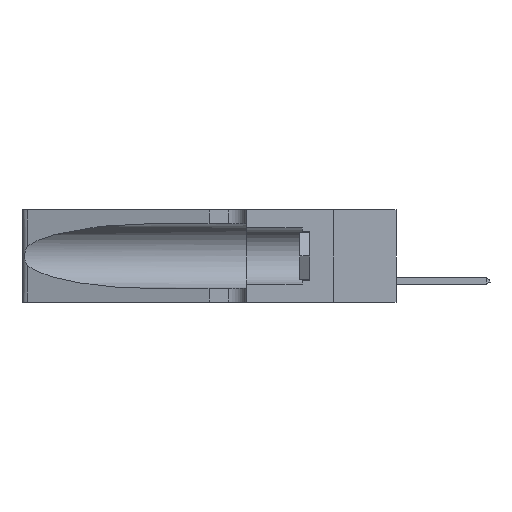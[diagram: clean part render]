
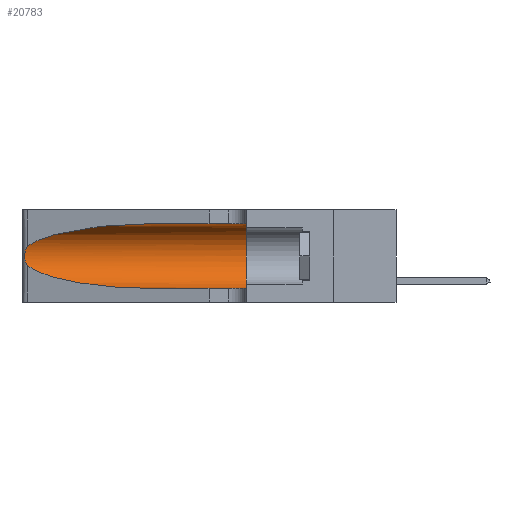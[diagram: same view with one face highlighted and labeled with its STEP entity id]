
A CAD part, left-side view. The second image highlights one B-rep face of the part: STEP entity #20783.
In plain terms, the highlighted cylindrical face has radius 3.308 mm (diameter 6.617 mm), a partial arc.
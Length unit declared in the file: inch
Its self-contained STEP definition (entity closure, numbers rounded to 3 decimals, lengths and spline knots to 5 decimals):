
#973 = EDGE_CURVE ( 'NONE', #35530, #33493, #16681, .T. ) ;
#990 = CARTESIAN_POINT ( 'NONE',  ( 0.25789, 1.23486, 0.15765 ) ) ;
#1116 = CARTESIAN_POINT ( 'NONE',  ( 0.25487, 1.22718, 0.22369 ) ) ;
#2747 = B_SPLINE_CURVE_WITH_KNOTS ( 'NONE', 3,
 ( #1116, #33162, #30068, #6692, #3971, #12502, #3561, #12629, #24149, #27128, #990, #33028, #27504, #9925 ),
 .UNSPECIFIED., .F., .F.,
 ( 4, 2, 2, 2, 2, 2, 4 ),
 ( 0., 0.00027, 0.00053, 0.00107, 0.0016, 0.00187, 0.00214 ),
 .UNSPECIFIED. ) ;
#3561 = CARTESIAN_POINT ( 'NONE',  ( 0.26075, 1.23896, 0.19203 ) ) ;
#3707 = DIRECTION ( 'NONE',  ( 0., 1., 0. ) ) ;
#3721 = AXIS2_PLACEMENT_3D ( 'NONE', #6251, #15164, #21292 ) ;
#3836 = EDGE_CURVE ( 'NONE', #14320, #27805, #29593, .T. ) ;
#3971 = CARTESIAN_POINT ( 'NONE',  ( 0.25854, 1.2359, 0.20912 ) ) ;
#4236 = CARTESIAN_POINT ( 'NONE',  ( 0.1305, 0.72297, 0.31525 ) ) ;
#5169 = CARTESIAN_POINT ( 'NONE',  ( 0.25487, 1.22718, 0.14631 ) ) ;
#5331 = DIRECTION ( 'NONE',  ( 0., -1., 0. ) ) ;
#6251 = CARTESIAN_POINT ( 'NONE',  ( 0.1305, 1.61858, 0.185 ) ) ;
#6692 = CARTESIAN_POINT ( 'NONE',  ( 0.25787, 1.23484, 0.2124 ) ) ;
#7524 = ORIENTED_EDGE ( 'NONE', *, *, #7788, .F. ) ;
#7772 = FACE_OUTER_BOUND ( 'NONE', #17345, .T. ) ;
#7788 = EDGE_CURVE ( 'NONE', #14320, #24245, #36278, .T. ) ;
#8427 = ORIENTED_EDGE ( 'NONE', *, *, #3836, .T. ) ;
#9016 = CARTESIAN_POINT ( 'NONE',  ( 0.1305, 0.72297, 0.31525 ) ) ;
#9651 = VECTOR ( 'NONE', #5331, 39.37008 ) ;
#9925 = CARTESIAN_POINT ( 'NONE',  ( 0.25487, 1.22718, 0.14631 ) ) ;
#10833 = CARTESIAN_POINT ( 'NONE',  ( 0.1305, 0.72297, 0.05475 ) ) ;
#12502 = CARTESIAN_POINT ( 'NONE',  ( 0.26018, 1.23835, 0.19895 ) ) ;
#12629 = CARTESIAN_POINT ( 'NONE',  ( 0.26075, 1.23896, 0.178 ) ) ;
#14273 = CARTESIAN_POINT ( 'NONE',  ( 0.1305, 1.61858, 0.31525 ) ) ;
#14320 = VERTEX_POINT ( 'NONE', #4236 ) ;
#15164 = DIRECTION ( 'NONE',  ( 0., -1., 0. ) ) ;
#15362 = DIRECTION ( 'NONE',  ( 0., -1., 0. ) ) ;
#16681 = LINE ( 'NONE', #21123, #25370 ) ;
#16911 = CARTESIAN_POINT ( 'NONE',  ( 0.18966, 0.96281, 0.05475 ) ) ;
#17345 = EDGE_LOOP ( 'NONE', ( #8427, #19102, #36298, #28772, #20548, #7524 ) ) ;
#17673 = CARTESIAN_POINT ( 'NONE',  ( 0.18966, 0.96281, 0.31525 ) ) ;
#18733 = CARTESIAN_POINT ( 'NONE',  ( 0.1305, 0.35, 0.05475 ) ) ;
#18963 = EDGE_CURVE ( 'NONE', #30292, #35530, #26770, .T. ) ;
#19102 = ORIENTED_EDGE ( 'NONE', *, *, #19418, .T. ) ;
#19273 = CARTESIAN_POINT ( 'NONE',  ( 0.25487, 1.22718, 0.14631 ) ) ;
#19418 = EDGE_CURVE ( 'NONE', #27805, #30292, #2747, .T. ) ;
#20548 = ORIENTED_EDGE ( 'NONE', *, *, #34023, .F. ) ;
#20783 = ADVANCED_FACE ( 'NONE', ( #7772 ), #30240, .F. ) ;
#20810 = CARTESIAN_POINT ( 'NONE',  ( 0.2373, 1.15595, 0.28018 ) ) ;
#21123 = CARTESIAN_POINT ( 'NONE',  ( 0.1305, 1.61858, 0.05475 ) ) ;
#21292 = DIRECTION ( 'NONE',  ( 0., 0., -1. ) ) ;
#21630 = DIRECTION ( 'NONE',  ( 0., 0., 1. ) ) ;
#24149 = CARTESIAN_POINT ( 'NONE',  ( 0.26017, 1.23833, 0.17102 ) ) ;
#24245 = VERTEX_POINT ( 'NONE', #28948 ) ;
#25370 = VECTOR ( 'NONE', #15362, 39.37008 ) ;
#26770 =( BOUNDED_CURVE ( )  B_SPLINE_CURVE ( 3, ( #5169, #28941, #16911, #10833 ),
 .UNSPECIFIED., .F., .T. ) 
 B_SPLINE_CURVE_WITH_KNOTS ( ( 4, 4 ),
 ( 3.44316, 4.71239 ),
 .UNSPECIFIED. ) 
 CURVE ( )  GEOMETRIC_REPRESENTATION_ITEM ( )  RATIONAL_B_SPLINE_CURVE ( ( 1., 0.87, 0.87, 1. ) ) 
 REPRESENTATION_ITEM ( '' )  );
#27128 = CARTESIAN_POINT ( 'NONE',  ( 0.25856, 1.23593, 0.16098 ) ) ;
#27141 = CARTESIAN_POINT ( 'NONE',  ( 0.1305, 0.35, 0.185 ) ) ;
#27504 = CARTESIAN_POINT ( 'NONE',  ( 0.25555, 1.22993, 0.14849 ) ) ;
#27805 = VERTEX_POINT ( 'NONE', #34592 ) ;
#28350 = CIRCLE ( 'NONE', #34876, 0.13025 ) ;
#28622 = CARTESIAN_POINT ( 'NONE',  ( 0.1305, 0.72297, 0.05475 ) ) ;
#28772 = ORIENTED_EDGE ( 'NONE', *, *, #973, .T. ) ;
#28941 = CARTESIAN_POINT ( 'NONE',  ( 0.2373, 1.15595, 0.08982 ) ) ;
#28948 = CARTESIAN_POINT ( 'NONE',  ( 0.1305, 0.35, 0.31525 ) ) ;
#29593 =( BOUNDED_CURVE ( )  B_SPLINE_CURVE ( 3, ( #9016, #17673, #20810, #35001 ),
 .UNSPECIFIED., .F., .T. ) 
 B_SPLINE_CURVE_WITH_KNOTS ( ( 4, 4 ),
 ( 1.5708, 2.84003 ),
 .UNSPECIFIED. ) 
 CURVE ( )  GEOMETRIC_REPRESENTATION_ITEM ( )  RATIONAL_B_SPLINE_CURVE ( ( 1., 0.87, 0.87, 1. ) ) 
 REPRESENTATION_ITEM ( '' )  );
#30068 = CARTESIAN_POINT ( 'NONE',  ( 0.25639, 1.23184, 0.21858 ) ) ;
#30240 = CYLINDRICAL_SURFACE ( 'NONE', #3721, 0.13025 ) ;
#30292 = VERTEX_POINT ( 'NONE', #19273 ) ;
#33028 = CARTESIAN_POINT ( 'NONE',  ( 0.25639, 1.23186, 0.15144 ) ) ;
#33162 = CARTESIAN_POINT ( 'NONE',  ( 0.25555, 1.22994, 0.2215 ) ) ;
#33493 = VERTEX_POINT ( 'NONE', #18733 ) ;
#34023 = EDGE_CURVE ( 'NONE', #24245, #33493, #28350, .T. ) ;
#34592 = CARTESIAN_POINT ( 'NONE',  ( 0.25487, 1.22718, 0.22369 ) ) ;
#34876 = AXIS2_PLACEMENT_3D ( 'NONE', #27141, #3707, #21630 ) ;
#35001 = CARTESIAN_POINT ( 'NONE',  ( 0.25487, 1.22718, 0.22369 ) ) ;
#35530 = VERTEX_POINT ( 'NONE', #28622 ) ;
#36278 = LINE ( 'NONE', #14273, #9651 ) ;
#36298 = ORIENTED_EDGE ( 'NONE', *, *, #18963, .T. ) ;
